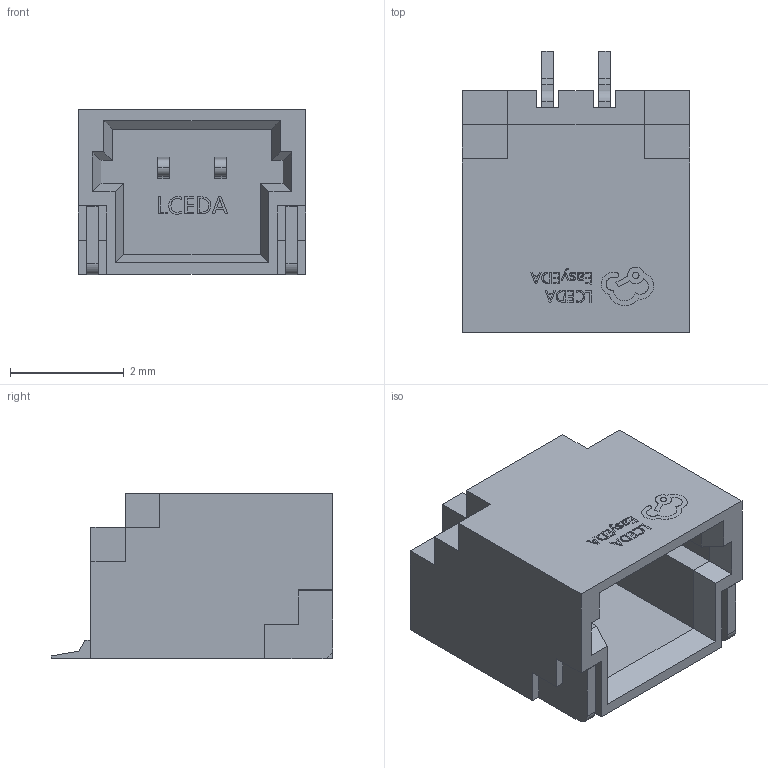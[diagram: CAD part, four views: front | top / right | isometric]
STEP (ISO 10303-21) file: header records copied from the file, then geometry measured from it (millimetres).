
FILE_DESCRIPTION(('FreeCAD Model'),'2;1');
FILE_NAME('Open CASCADE Shape Model','2025-03-20T14:42:07',('Author'),( ''),'Open CASCADE STEP processor 7.6','FreeCAD','Unknown');
FILE_SCHEMA(('AUTOMOTIVE_DESIGN { 1 0 10303 214 1 1 1 1 }'));
Length unit declared in the file: millimetre
Products named in the file (16): 1zyO-CN1-CONN-SMD_2P-P1.00_SM02B-SRSS-TB-LF-SN; COMPOUND014; COMPOUND; COMPOUND001; COMPOUND002; COMPOUND003; COMPOUND004; COMPOUND005; COMPOUND006; COMPOUND007; COMPOUND008; COMPOUND009; COMPOUND010; COMPOUND011; COMPOUND012; COMPOUND013
Assembly tree (15 placements, depth 3):
  1zyO-CN1-CONN-SMD_2P-P1.00_SM02B-SRSS-TB-LF-SN
    COMPOUND014
      COMPOUND
      COMPOUND001
      COMPOUND002
      COMPOUND003
      COMPOUND004
      COMPOUND005
      COMPOUND006
      COMPOUND007
      COMPOUND008
      COMPOUND009
      COMPOUND010
      COMPOUND011
      COMPOUND012
      COMPOUND013
Bounding box: 4 x 4.95 x 2.91 mm (x, y, z)
Volume: 28.3 mm3; surface area: 128.1 mm2
Topology: 14 solids, 14 shells, 407 faces, 1081 edges, 712 vertices
Faces by surface type: plane 287, bspline 112, cylinder 8
Entity records: 15311 total; most frequent: CARTESIAN_POINT 4320, ORIENTED_EDGE 2162, DIRECTION 1491, EDGE_CURVE 1081, LINE 837, VECTOR 837, VERTEX_POINT 712, FACE_BOUND 429
